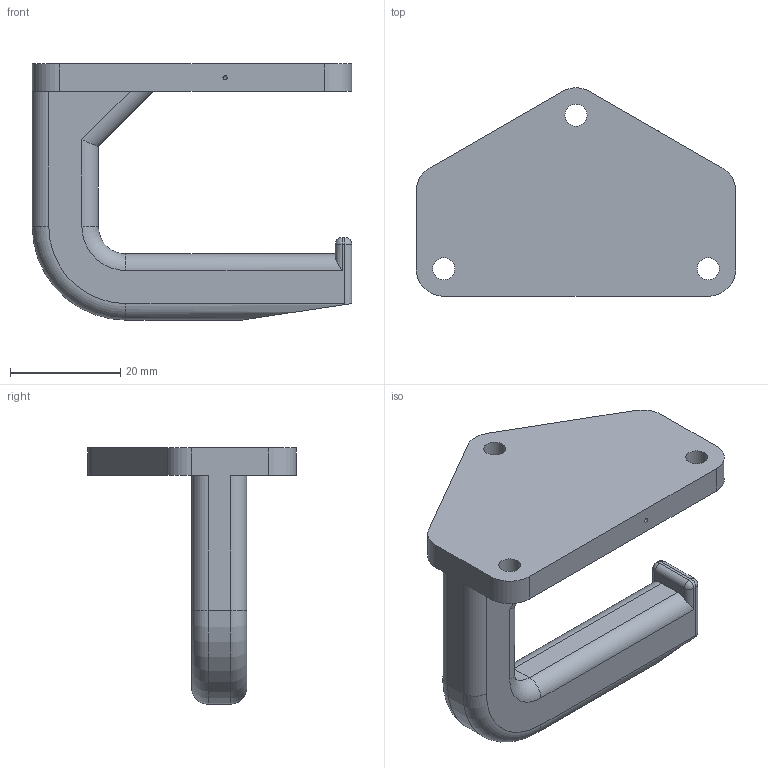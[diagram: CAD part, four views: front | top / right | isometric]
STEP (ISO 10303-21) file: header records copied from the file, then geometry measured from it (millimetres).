
FILE_DESCRIPTION(('FreeCAD Model'),'2;1');
FILE_NAME('Open CASCADE Shape Model','2025-02-22T14:58:37',(''),(''), 'Open CASCADE STEP processor 7.7','FreeCAD','Unknown');
FILE_SCHEMA(('AUTOMOTIVE_DESIGN { 1 0 10303 214 1 1 1 1 }'));
Length unit declared in the file: millimetre
Products named in the file (2): holder; Body001
Assembly tree (1 placements, depth 2):
  holder
    Body001
Bounding box: 58 x 37.86 x 46.5 mm (x, y, z)
Volume: 18020 mm3; surface area: 7708.9 mm2
Topology: 1 solids, 1 shells, 57 faces, 146 edges, 86 vertices
Faces by surface type: cylinder 28, plane 17, torus 4, sphere 4, cone 3, extrusion 1
Full cylindrical faces by diameter (mm): 4 x3
Entity records: 1887 total; most frequent: CARTESIAN_POINT 448, DIRECTION 314, ORIENTED_EDGE 280, EDGE_CURVE 140, AXIS2_PLACEMENT_3D 119, VERTEX_POINT 85, VECTOR 76, LINE 75
